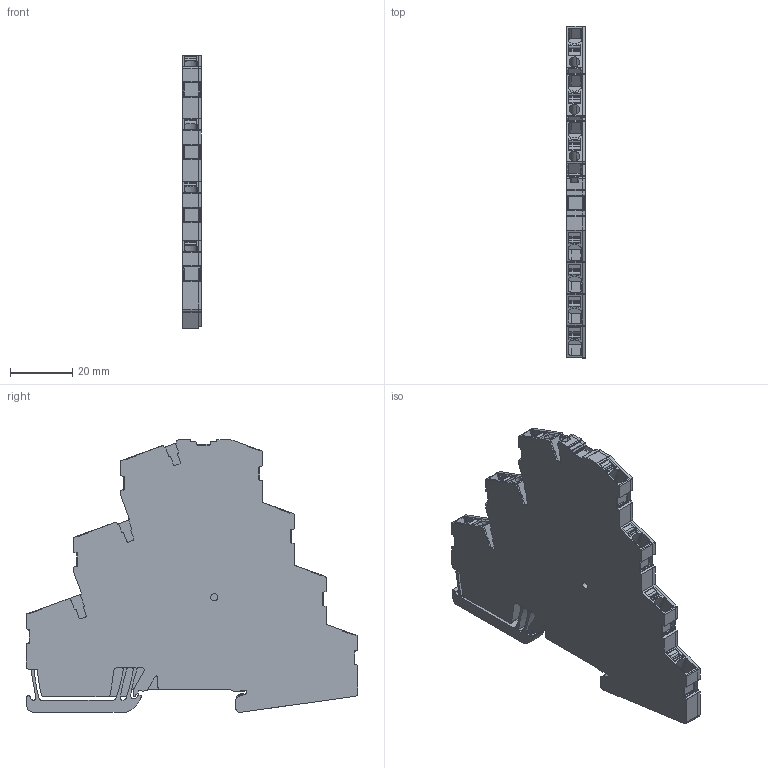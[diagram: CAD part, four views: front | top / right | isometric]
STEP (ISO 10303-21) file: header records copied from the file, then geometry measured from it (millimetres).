
FILE_DESCRIPTION(('CATIA V5 STEP Exchange','CAx-IF Rec.Pracs.--- Model Styling and Organization---1.5--- 2016-08-15','CAx-IF Rec.Pracs.---Supplemental Geometry---1.0---2011-11-01','CAx-IF Rec.Pracs.--- Composite Materials ---1.1---2010-07-15'),'2;1');
FILE_NAME ('D1462075_0', '2025-09-22T09:09:15+00:00', ('none'), ('Weidmueller'), 'CATIA Version 5-6 Release 2024 SP4', 'CATIA V5 STEP AP214 v3', 'none');
FILE_SCHEMA(('AUTOMOTIVE_DESIGN { 1 0 10303 214 1 1 1 1 }'));
Products named in the file (1): v5-standard_part
Bounding box: 6.1 x 106.85 x 87.81 mm (x, y, z)
Volume: 34943.8 mm3; surface area: 33130.5 mm2
Topology: 13 solids, 13 shells, 1823 faces, 5261 edges, 3473 vertices
Faces by surface type: plane 970, cylinder 831, extrusion 10, cone 10, torus 2
Entity records: 58006 total; most frequent: CARTESIAN_POINT 12237, ORIENTED_EDGE 10522, DIRECTION 7812, EDGE_CURVE 5261, VECTOR 3495, LINE 3485, VERTEX_POINT 3473, AXIS2_PLACEMENT_3D 2858
